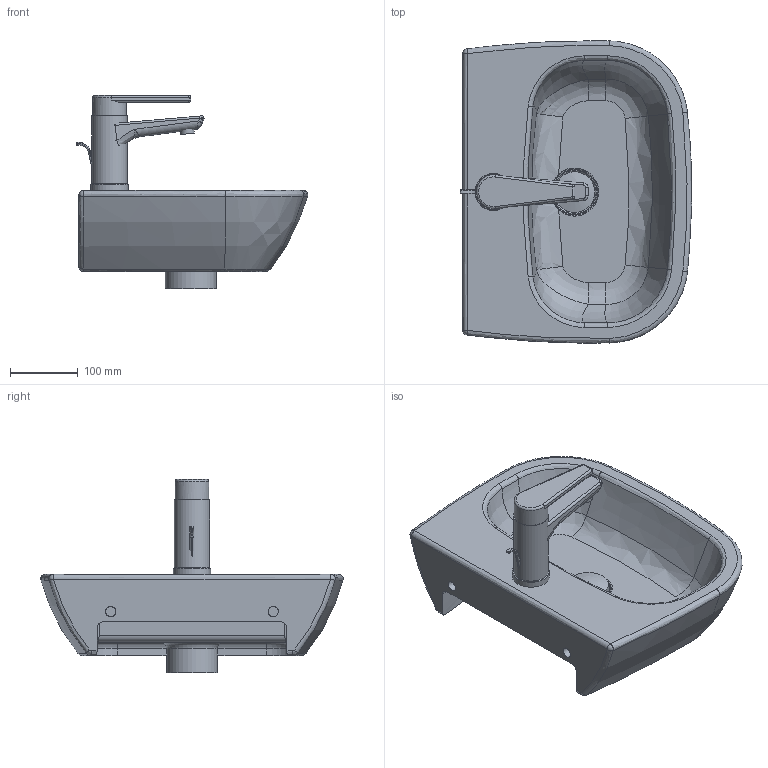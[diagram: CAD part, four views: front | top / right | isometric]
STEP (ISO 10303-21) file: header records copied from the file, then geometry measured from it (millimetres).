
FILE_DESCRIPTION((''),'2;1');
FILE_NAME('070545_1.stp','2012-10-12T09:48:24',('Administrator'),(''),'Autodesk Inventor 2011','Autodesk Inventor 2011','');
FILE_SCHEMA(('CONFIG_CONTROL_DESIGN'));
Length unit declared in the file: millimetre
Products named in the file (10): 070545_1; 070745_1; Baterrie_WT; hebel1; Hebel2; hebel3; Neoperl; Halter2starck1; Kelch; Stopfen
Assembly tree (9 placements, depth 3):
  070545_1
    070745_1
    Baterrie_WT
      hebel1
      Hebel2
      hebel3
      Neoperl
      Halter2starck1
    Kelch
    Stopfen
Bounding box: 341.78 x 446.32 x 285.06 mm (x, y, z)
Volume: 7178328 mm3; surface area: 583088.8 mm2
Topology: 8 solids, 8 shells, 222 faces, 521 edges, 301 vertices
Faces by surface type: bspline 74, cylinder 65, plane 44, torus 24, sphere 12, cone 3
Full cylindrical faces by diameter (mm): 15 x2, 16 x1, 20 x1, 35 x1, 42 x1, 44 x1, 50 x1, 52 x2, 55 x1, 60 x1, 75 x1
Entity records: 10618 total; most frequent: CARTESIAN_POINT 5830, ORIENTED_EDGE 956, DIRECTION 865, EDGE_CURVE 478, AXIS2_PLACEMENT_3D 371, VERTEX_POINT 292, EDGE_LOOP 254, FACE_OUTER_BOUND 222
